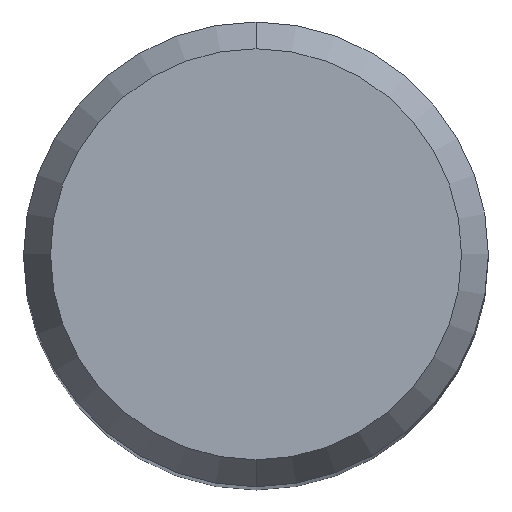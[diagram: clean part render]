
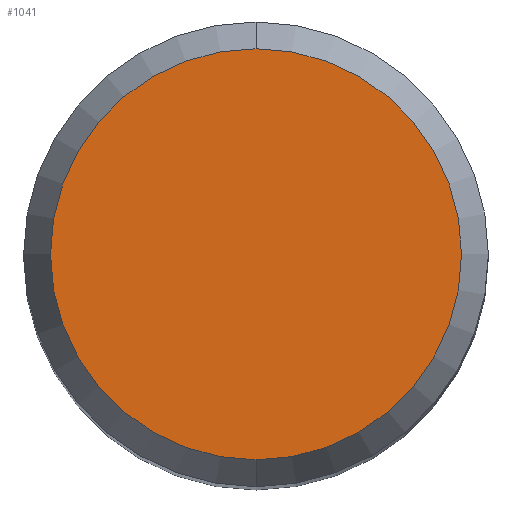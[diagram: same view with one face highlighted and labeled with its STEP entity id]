
A CAD part, top view. The second image highlights one B-rep face of the part: STEP entity #1041.
In plain terms, the highlighted planar face has unit normal (0, 0, 1).
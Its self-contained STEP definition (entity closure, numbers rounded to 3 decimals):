
#881=VERTEX_POINT('',#1991);
#1041=ADVANCED_FACE('',(#2165),#2166,.T.);
#1237=EDGE_CURVE('',#1265,#881,#2379,.T.);
#1265=VERTEX_POINT('',#2410);
#1303=EDGE_CURVE('',#881,#1265,#2451,.T.);
#1991=CARTESIAN_POINT('',(0.,-4.423,0.0));
#2165=FACE_OUTER_BOUND('',#5466,.T.);
#2166=PLANE('',#5467);
#2379=CIRCLE('',#6879,4.423);
#2410=CARTESIAN_POINT('',(0.0,4.423,0.0));
#2451=CIRCLE('',#7001,4.423);
#5466=EDGE_LOOP('',(#8828,#8829));
#5467=AXIS2_PLACEMENT_3D('',#8830,#8831,#8832);
#6879=AXIS2_PLACEMENT_3D('',#9054,#9055,#9056);
#7001=AXIS2_PLACEMENT_3D('',#9142,#9143,#9144);
#8828=ORIENTED_EDGE('',*,*,#1237,.F.);
#8829=ORIENTED_EDGE('',*,*,#1303,.F.);
#8830=CARTESIAN_POINT('',(0.0,2.211,0.0));
#8831=DIRECTION('',(-0.0,0.0,1.0));
#8832=DIRECTION('',(0.0,-1.0,0.0));
#9054=CARTESIAN_POINT('',(0.0,0.0,0.0));
#9055=DIRECTION('',(0.0,0.0,-1.0));
#9056=DIRECTION('',(0.0,1.0,0.0));
#9142=CARTESIAN_POINT('',(0.0,0.0,0.0));
#9143=DIRECTION('',(0.0,0.0,-1.0));
#9144=DIRECTION('',(0.0,1.0,0.0));
